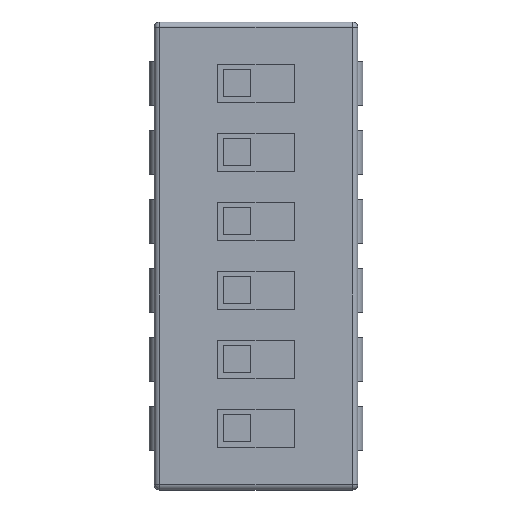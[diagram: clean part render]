
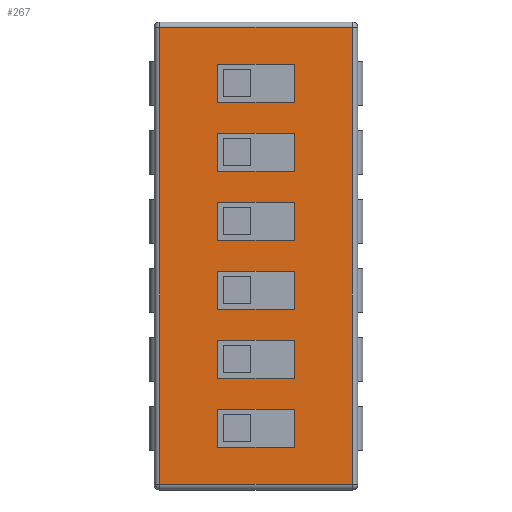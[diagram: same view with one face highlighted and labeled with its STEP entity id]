
A CAD part, top view. The second image highlights one B-rep face of the part: STEP entity #267.
In plain terms, the highlighted planar face has unit normal (0, 0, 1).
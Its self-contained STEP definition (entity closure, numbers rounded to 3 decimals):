
#13=DIRECTION('',(0.,0.,1.));
#14=DIRECTION('',(1.,0.,0.));
#87=VECTOR('',#88,1.);
#88=DIRECTION('',(0.,1.,0.));
#112=DIRECTION('',(-1.,0.,0.));
#153=VERTEX_POINT('',#154);
#154=CARTESIAN_POINT('',(-3.545,-8.41,4.65));
#159=EDGE_CURVE('',#153,#160,#162,.T.);
#160=VERTEX_POINT('',#161);
#161=CARTESIAN_POINT('',(-3.545,8.41,4.65));
#162=LINE('',#163,#87);
#163=CARTESIAN_POINT('',(-3.545,-8.61,4.65));
#223=VECTOR('',#14,1.);
#267=ADVANCED_FACE('',(#268,#287,#314,#340,#366,#392,#418),#444,.T.);
#268=FACE_BOUND('',#269,.T.);
#269=EDGE_LOOP('',(#270,#271,#277,#283));
#270=ORIENTED_EDGE('',*,*,#159,.F.);
#271=ORIENTED_EDGE('',*,*,#272,.T.);
#272=EDGE_CURVE('',#153,#273,#275,.T.);
#273=VERTEX_POINT('',#274);
#274=CARTESIAN_POINT('',(3.545,-8.41,4.65));
#275=LINE('',#276,#223);
#276=CARTESIAN_POINT('',(-3.745,-8.41,4.65));
#277=ORIENTED_EDGE('',*,*,#278,.T.);
#278=EDGE_CURVE('',#273,#279,#281,.T.);
#279=VERTEX_POINT('',#280);
#280=CARTESIAN_POINT('',(3.545,8.41,4.65));
#281=LINE('',#282,#87);
#282=CARTESIAN_POINT('',(3.545,-8.61,4.65));
#283=ORIENTED_EDGE('',*,*,#284,.F.);
#284=EDGE_CURVE('',#160,#279,#285,.T.);
#285=LINE('',#286,#223);
#286=CARTESIAN_POINT('',(-3.745,8.41,4.65));
#287=FACE_BOUND('',#288,.T.);
#288=EDGE_LOOP('',(#289,#298,#304,#310));
#289=ORIENTED_EDGE('',*,*,#290,.T.);
#290=EDGE_CURVE('',#291,#293,#295,.T.);
#291=VERTEX_POINT('',#292);
#292=CARTESIAN_POINT('',(1.4,-7.05,4.65));
#293=VERTEX_POINT('',#294);
#294=CARTESIAN_POINT('',(-1.4,-7.05,4.65));
#295=LINE('',#296,#297);
#296=CARTESIAN_POINT('',(-2.573,-7.05,4.65));
#297=VECTOR('',#112,1.);
#298=ORIENTED_EDGE('',*,*,#299,.T.);
#299=EDGE_CURVE('',#293,#300,#302,.T.);
#300=VERTEX_POINT('',#301);
#301=CARTESIAN_POINT('',(-1.4,-5.65,4.65));
#302=LINE('',#303,#87);
#303=CARTESIAN_POINT('',(-1.4,-7.83,4.65));
#304=ORIENTED_EDGE('',*,*,#305,.F.);
#305=EDGE_CURVE('',#306,#300,#308,.T.);
#306=VERTEX_POINT('',#307);
#307=CARTESIAN_POINT('',(1.4,-5.65,4.65));
#308=LINE('',#309,#297);
#309=CARTESIAN_POINT('',(-2.573,-5.65,4.65));
#310=ORIENTED_EDGE('',*,*,#311,.F.);
#311=EDGE_CURVE('',#291,#306,#312,.T.);
#312=LINE('',#313,#87);
#313=CARTESIAN_POINT('',(1.4,-7.83,4.65));
#314=FACE_BOUND('',#315,.T.);
#315=EDGE_LOOP('',(#316,#324,#330,#336));
#316=ORIENTED_EDGE('',*,*,#317,.T.);
#317=EDGE_CURVE('',#318,#320,#322,.T.);
#318=VERTEX_POINT('',#319);
#319=CARTESIAN_POINT('',(1.4,-4.51,4.65));
#320=VERTEX_POINT('',#321);
#321=CARTESIAN_POINT('',(-1.4,-4.51,4.65));
#322=LINE('',#323,#297);
#323=CARTESIAN_POINT('',(-2.573,-4.51,4.65));
#324=ORIENTED_EDGE('',*,*,#325,.T.);
#325=EDGE_CURVE('',#320,#326,#328,.T.);
#326=VERTEX_POINT('',#327);
#327=CARTESIAN_POINT('',(-1.4,-3.11,4.65));
#328=LINE('',#329,#87);
#329=CARTESIAN_POINT('',(-1.4,-6.56,4.65));
#330=ORIENTED_EDGE('',*,*,#331,.F.);
#331=EDGE_CURVE('',#332,#326,#334,.T.);
#332=VERTEX_POINT('',#333);
#333=CARTESIAN_POINT('',(1.4,-3.11,4.65));
#334=LINE('',#335,#297);
#335=CARTESIAN_POINT('',(-2.573,-3.11,4.65));
#336=ORIENTED_EDGE('',*,*,#337,.F.);
#337=EDGE_CURVE('',#318,#332,#338,.T.);
#338=LINE('',#339,#87);
#339=CARTESIAN_POINT('',(1.4,-6.56,4.65));
#340=FACE_BOUND('',#341,.T.);
#341=EDGE_LOOP('',(#342,#350,#356,#362));
#342=ORIENTED_EDGE('',*,*,#343,.T.);
#343=EDGE_CURVE('',#344,#346,#348,.T.);
#344=VERTEX_POINT('',#345);
#345=CARTESIAN_POINT('',(1.4,-1.97,4.65));
#346=VERTEX_POINT('',#347);
#347=CARTESIAN_POINT('',(-1.4,-1.97,4.65));
#348=LINE('',#349,#297);
#349=CARTESIAN_POINT('',(-2.573,-1.97,4.65));
#350=ORIENTED_EDGE('',*,*,#351,.T.);
#351=EDGE_CURVE('',#346,#352,#354,.T.);
#352=VERTEX_POINT('',#353);
#353=CARTESIAN_POINT('',(-1.4,-0.57,4.65));
#354=LINE('',#355,#87);
#355=CARTESIAN_POINT('',(-1.4,-5.29,4.65));
#356=ORIENTED_EDGE('',*,*,#357,.F.);
#357=EDGE_CURVE('',#358,#352,#360,.T.);
#358=VERTEX_POINT('',#359);
#359=CARTESIAN_POINT('',(1.4,-0.57,4.65));
#360=LINE('',#361,#297);
#361=CARTESIAN_POINT('',(-2.573,-0.57,4.65));
#362=ORIENTED_EDGE('',*,*,#363,.F.);
#363=EDGE_CURVE('',#344,#358,#364,.T.);
#364=LINE('',#365,#87);
#365=CARTESIAN_POINT('',(1.4,-5.29,4.65));
#366=FACE_BOUND('',#367,.T.);
#367=EDGE_LOOP('',(#368,#376,#382,#388));
#368=ORIENTED_EDGE('',*,*,#369,.T.);
#369=EDGE_CURVE('',#370,#372,#374,.T.);
#370=VERTEX_POINT('',#371);
#371=CARTESIAN_POINT('',(1.4,0.57,4.65));
#372=VERTEX_POINT('',#373);
#373=CARTESIAN_POINT('',(-1.4,0.57,4.65));
#374=LINE('',#375,#297);
#375=CARTESIAN_POINT('',(-2.573,0.57,4.65));
#376=ORIENTED_EDGE('',*,*,#377,.T.);
#377=EDGE_CURVE('',#372,#378,#380,.T.);
#378=VERTEX_POINT('',#379);
#379=CARTESIAN_POINT('',(-1.4,1.97,4.65));
#380=LINE('',#381,#87);
#381=CARTESIAN_POINT('',(-1.4,-4.02,4.65));
#382=ORIENTED_EDGE('',*,*,#383,.F.);
#383=EDGE_CURVE('',#384,#378,#386,.T.);
#384=VERTEX_POINT('',#385);
#385=CARTESIAN_POINT('',(1.4,1.97,4.65));
#386=LINE('',#387,#297);
#387=CARTESIAN_POINT('',(-2.573,1.97,4.65));
#388=ORIENTED_EDGE('',*,*,#389,.F.);
#389=EDGE_CURVE('',#370,#384,#390,.T.);
#390=LINE('',#391,#87);
#391=CARTESIAN_POINT('',(1.4,-4.02,4.65));
#392=FACE_BOUND('',#393,.T.);
#393=EDGE_LOOP('',(#394,#402,#408,#414));
#394=ORIENTED_EDGE('',*,*,#395,.T.);
#395=EDGE_CURVE('',#396,#398,#400,.T.);
#396=VERTEX_POINT('',#397);
#397=CARTESIAN_POINT('',(1.4,3.11,4.65));
#398=VERTEX_POINT('',#399);
#399=CARTESIAN_POINT('',(-1.4,3.11,4.65));
#400=LINE('',#401,#297);
#401=CARTESIAN_POINT('',(-2.573,3.11,4.65));
#402=ORIENTED_EDGE('',*,*,#403,.T.);
#403=EDGE_CURVE('',#398,#404,#406,.T.);
#404=VERTEX_POINT('',#405);
#405=CARTESIAN_POINT('',(-1.4,4.51,4.65));
#406=LINE('',#407,#87);
#407=CARTESIAN_POINT('',(-1.4,-2.75,4.65));
#408=ORIENTED_EDGE('',*,*,#409,.F.);
#409=EDGE_CURVE('',#410,#404,#412,.T.);
#410=VERTEX_POINT('',#411);
#411=CARTESIAN_POINT('',(1.4,4.51,4.65));
#412=LINE('',#413,#297);
#413=CARTESIAN_POINT('',(-2.573,4.51,4.65));
#414=ORIENTED_EDGE('',*,*,#415,.F.);
#415=EDGE_CURVE('',#396,#410,#416,.T.);
#416=LINE('',#417,#87);
#417=CARTESIAN_POINT('',(1.4,-2.75,4.65));
#418=FACE_BOUND('',#419,.T.);
#419=EDGE_LOOP('',(#420,#428,#434,#440));
#420=ORIENTED_EDGE('',*,*,#421,.T.);
#421=EDGE_CURVE('',#422,#424,#426,.T.);
#422=VERTEX_POINT('',#423);
#423=CARTESIAN_POINT('',(1.4,5.65,4.65));
#424=VERTEX_POINT('',#425);
#425=CARTESIAN_POINT('',(-1.4,5.65,4.65));
#426=LINE('',#427,#297);
#427=CARTESIAN_POINT('',(-2.573,5.65,4.65));
#428=ORIENTED_EDGE('',*,*,#429,.T.);
#429=EDGE_CURVE('',#424,#430,#432,.T.);
#430=VERTEX_POINT('',#431);
#431=CARTESIAN_POINT('',(-1.4,7.05,4.65));
#432=LINE('',#433,#87);
#433=CARTESIAN_POINT('',(-1.4,-1.48,4.65));
#434=ORIENTED_EDGE('',*,*,#435,.F.);
#435=EDGE_CURVE('',#436,#430,#438,.T.);
#436=VERTEX_POINT('',#437);
#437=CARTESIAN_POINT('',(1.4,7.05,4.65));
#438=LINE('',#439,#297);
#439=CARTESIAN_POINT('',(-2.573,7.05,4.65));
#440=ORIENTED_EDGE('',*,*,#441,.F.);
#441=EDGE_CURVE('',#422,#436,#442,.T.);
#442=LINE('',#443,#87);
#443=CARTESIAN_POINT('',(1.4,-1.48,4.65));
#444=PLANE('',#445);
#445=AXIS2_PLACEMENT_3D('',#446,#13,#14);
#446=CARTESIAN_POINT('',(-3.745,-8.61,4.65));
